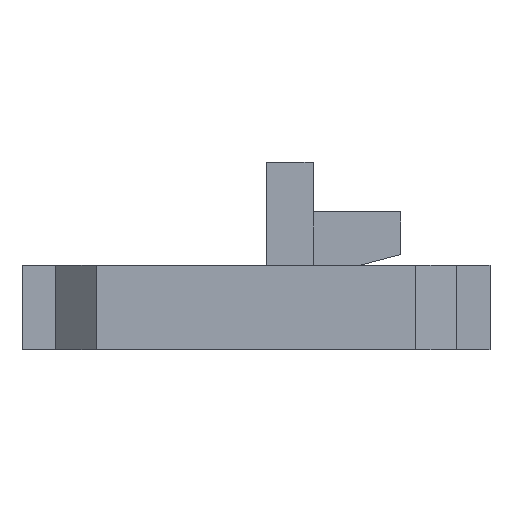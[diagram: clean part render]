
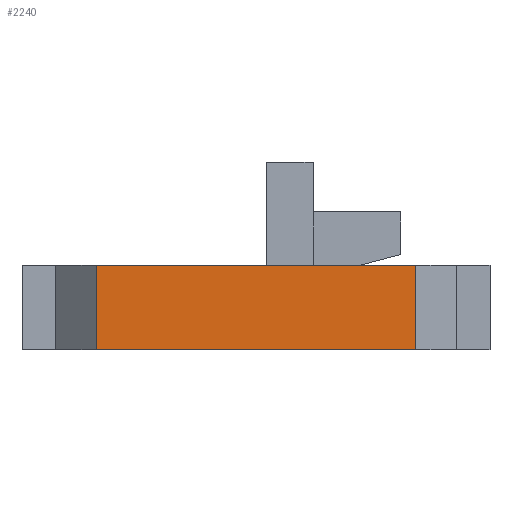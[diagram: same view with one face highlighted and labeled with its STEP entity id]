
A CAD part, left-side view. The second image highlights one B-rep face of the part: STEP entity #2240.
In plain terms, the highlighted planar face has unit normal (-1, 0, 0).
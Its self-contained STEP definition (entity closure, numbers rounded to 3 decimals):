
#226=FACE_OUTER_BOUND('',#350,.T.);
#350=EDGE_LOOP('',(#2040,#2041,#2042,#2043));
#406=LINE('',#3150,#666);
#542=LINE('',#3502,#802);
#610=LINE('',#3730,#870);
#611=LINE('',#3732,#871);
#666=VECTOR('',#2524,10.);
#802=VECTOR('',#2846,10.);
#870=VECTOR('',#3012,10.);
#871=VECTOR('',#3015,10.);
#925=VERTEX_POINT('',#3147);
#926=VERTEX_POINT('',#3149);
#1048=VERTEX_POINT('',#3499);
#1049=VERTEX_POINT('',#3501);
#1147=EDGE_CURVE('',#925,#926,#406,.T.);
#1327=EDGE_CURVE('',#1048,#1049,#542,.T.);
#1406=EDGE_CURVE('',#925,#1049,#610,.T.);
#1407=EDGE_CURVE('',#926,#1048,#611,.T.);
#2040=ORIENTED_EDGE('',*,*,#1406,.T.);
#2041=ORIENTED_EDGE('',*,*,#1327,.F.);
#2042=ORIENTED_EDGE('',*,*,#1407,.F.);
#2043=ORIENTED_EDGE('',*,*,#1147,.F.);
#2132=PLANE('',#2426);
#2240=ADVANCED_FACE('',(#226),#2132,.T.);
#2426=AXIS2_PLACEMENT_3D('',#3731,#3013,#3014);
#2524=DIRECTION('',(0.,1.,0.));
#2846=DIRECTION('',(0.,-1.,0.));
#3012=DIRECTION('',(0.,0.,1.));
#3013=DIRECTION('center_axis',(-1.,0.,0.));
#3014=DIRECTION('ref_axis',(0.,-1.,0.));
#3015=DIRECTION('',(0.,0.,1.));
#3147=CARTESIAN_POINT('',(-45.83,3.93,10.));
#3149=CARTESIAN_POINT('',(-45.83,37.93,10.));
#3150=CARTESIAN_POINT('',(-45.83,37.93,10.));
#3499=CARTESIAN_POINT('',(-45.83,37.93,19.));
#3501=CARTESIAN_POINT('',(-45.83,3.93,19.));
#3502=CARTESIAN_POINT('',(-45.83,37.93,19.));
#3730=CARTESIAN_POINT('',(-45.83,3.93,13.));
#3731=CARTESIAN_POINT('Origin',(-45.83,37.93,13.));
#3732=CARTESIAN_POINT('',(-45.83,37.93,13.));
